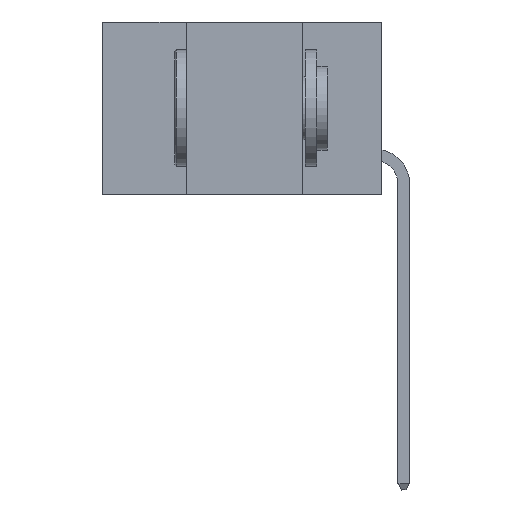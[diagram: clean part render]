
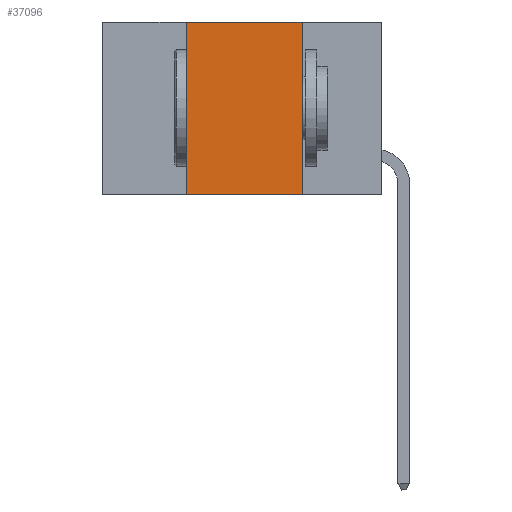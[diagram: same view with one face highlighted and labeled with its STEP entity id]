
A CAD part, left-side view. The second image highlights one B-rep face of the part: STEP entity #37096.
In plain terms, the highlighted planar face has unit normal (-1, 0, 0).
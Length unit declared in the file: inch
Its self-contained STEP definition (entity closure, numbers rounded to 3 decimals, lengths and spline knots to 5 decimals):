
#2103 = CARTESIAN_POINT ( 'NONE',  ( 0., 0.17, 0. ) ) ;
#3258 = CARTESIAN_POINT ( 'NONE',  ( 0., 0.6, 0. ) ) ;
#3513 = VECTOR ( 'NONE', #22811, 39.37008 ) ;
#4431 = CARTESIAN_POINT ( 'NONE',  ( 0., 0.6, -0.37 ) ) ;
#4696 = EDGE_CURVE ( 'NONE', #8746, #8585, #37848, .T. ) ;
#8585 = VERTEX_POINT ( 'NONE', #2103 ) ;
#8746 = VERTEX_POINT ( 'NONE', #15257 ) ;
#9101 = CARTESIAN_POINT ( 'NONE',  ( 0., 0.42, 0. ) ) ;
#10122 = DIRECTION ( 'NONE',  ( 0., 0., -1. ) ) ;
#10437 = VERTEX_POINT ( 'NONE', #20697 ) ;
#10934 = DIRECTION ( 'NONE',  ( 0., 0., -1. ) ) ;
#12118 = LINE ( 'NONE', #9101, #3513 ) ;
#14349 = EDGE_LOOP ( 'NONE', ( #23365, #16010, #35876, #16420 ) ) ;
#15257 = CARTESIAN_POINT ( 'NONE',  ( 0., 0.42, 0. ) ) ;
#16010 = ORIENTED_EDGE ( 'NONE', *, *, #4696, .F. ) ;
#16420 = ORIENTED_EDGE ( 'NONE', *, *, #32797, .T. ) ;
#16574 = VECTOR ( 'NONE', #36487, 39.37008 ) ;
#17712 = FACE_OUTER_BOUND ( 'NONE', #14349, .T. ) ;
#18567 = CARTESIAN_POINT ( 'NONE',  ( 0., 0.17, -0.37 ) ) ;
#18610 = LINE ( 'NONE', #4431, #16574 ) ;
#18861 = PLANE ( 'NONE',  #35336 ) ;
#20674 = VECTOR ( 'NONE', #41363, 39.37008 ) ;
#20697 = CARTESIAN_POINT ( 'NONE',  ( 0., 0.42, -0.37 ) ) ;
#22366 = VECTOR ( 'NONE', #10934, 39.37008 ) ;
#22811 = DIRECTION ( 'NONE',  ( 0., 0., 1. ) ) ;
#23365 = ORIENTED_EDGE ( 'NONE', *, *, #38401, .F. ) ;
#24095 = CARTESIAN_POINT ( 'NONE',  ( 0., 0.17, 0. ) ) ;
#28581 = DIRECTION ( 'NONE',  ( 1., 0., 0. ) ) ;
#32475 = LINE ( 'NONE', #24095, #22366 ) ;
#32797 = EDGE_CURVE ( 'NONE', #10437, #33684, #18610, .T. ) ;
#33684 = VERTEX_POINT ( 'NONE', #18567 ) ;
#35336 = AXIS2_PLACEMENT_3D ( 'NONE', #38269, #28581, #10122 ) ;
#35876 = ORIENTED_EDGE ( 'NONE', *, *, #41409, .F. ) ;
#36487 = DIRECTION ( 'NONE',  ( 0., -1., 0. ) ) ;
#37096 = ADVANCED_FACE ( 'NONE', ( #17712 ), #18861, .F. ) ;
#37848 = LINE ( 'NONE', #3258, #20674 ) ;
#38269 = CARTESIAN_POINT ( 'NONE',  ( 0., 0.6, 0. ) ) ;
#38401 = EDGE_CURVE ( 'NONE', #8585, #33684, #32475, .T. ) ;
#41363 = DIRECTION ( 'NONE',  ( 0., -1., 0. ) ) ;
#41409 = EDGE_CURVE ( 'NONE', #10437, #8746, #12118, .T. ) ;
